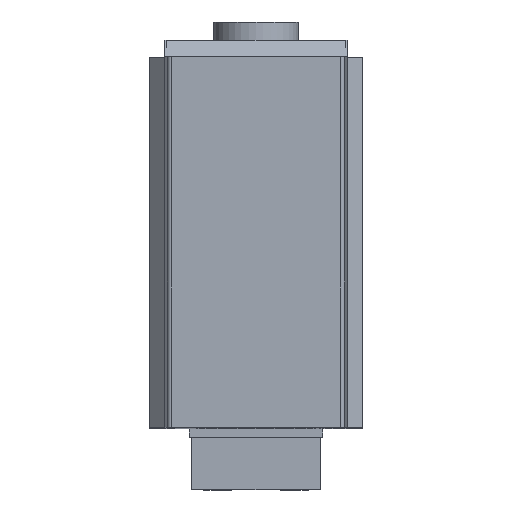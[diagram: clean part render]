
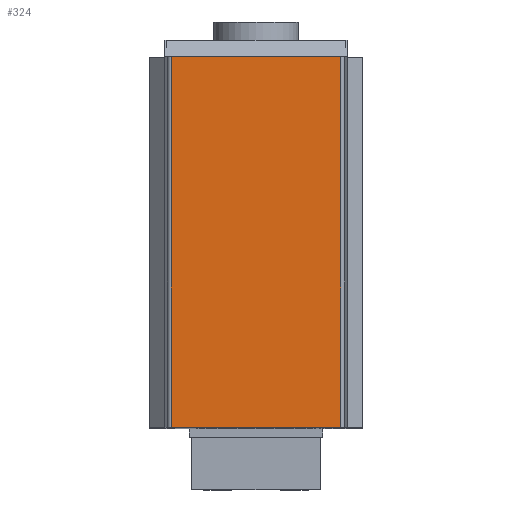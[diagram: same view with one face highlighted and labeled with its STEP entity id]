
A CAD part, top view. The second image highlights one B-rep face of the part: STEP entity #324.
In plain terms, the highlighted planar face has unit normal (0, 0, 1).
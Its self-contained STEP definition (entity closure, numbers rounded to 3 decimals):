
#324 = ADVANCED_FACE( '', ( #700 ), #701, .F. );
#700 = FACE_OUTER_BOUND( '', #1156, .T. );
#701 = PLANE( '', #1157 );
#1156 = EDGE_LOOP( '', ( #2057, #2058, #2059, #2060 ) );
#1157 = AXIS2_PLACEMENT_3D( '', #2061, #2062, #2063 );
#2057 = ORIENTED_EDGE( '', *, *, #2829, .T. );
#2058 = ORIENTED_EDGE( '', *, *, #2752, .F. );
#2059 = ORIENTED_EDGE( '', *, *, #2630, .F. );
#2060 = ORIENTED_EDGE( '', *, *, #2830, .T. );
#2061 = CARTESIAN_POINT( '', ( -6.996, 31.2, 115.1 ) );
#2062 = DIRECTION( '', ( 0., 0., -1. ) );
#2063 = DIRECTION( '', ( -1., 0., 0. ) );
#2630 = EDGE_CURVE( '', #3183, #3185, #3186, .T. );
#2752 = EDGE_CURVE( '', #3185, #3370, #3374, .T. );
#2829 = EDGE_CURVE( '', #3480, #3370, #3481, .T. );
#2830 = EDGE_CURVE( '', #3183, #3480, #3482, .T. );
#3183 = VERTEX_POINT( '', #3997 );
#3185 = VERTEX_POINT( '', #3999 );
#3186 = LINE( '', #4000, #4001 );
#3370 = VERTEX_POINT( '', #4271 );
#3374 = LINE( '', #4276, #4277 );
#3480 = VERTEX_POINT( '', #4421 );
#3481 = LINE( '', #4422, #4423 );
#3482 = LINE( '', #4424, #4425 );
#3997 = CARTESIAN_POINT( '', ( -6.996, 31.2, 115.1 ) );
#3999 = CARTESIAN_POINT( '', ( 6.996, 31.2, 115.1 ) );
#4000 = CARTESIAN_POINT( '', ( -6.996, 31.2, 115.1 ) );
#4001 = VECTOR( '', #4717, 1000. );
#4271 = CARTESIAN_POINT( '', ( 6.996, 0.7, 115.1 ) );
#4276 = CARTESIAN_POINT( '', ( 6.996, 31.2, 115.1 ) );
#4277 = VECTOR( '', #4830, 1000. );
#4421 = CARTESIAN_POINT( '', ( -6.996, 0.7, 115.1 ) );
#4422 = CARTESIAN_POINT( '', ( -6.996, 0.7, 115.1 ) );
#4423 = VECTOR( '', #4904, 1000. );
#4424 = CARTESIAN_POINT( '', ( -6.996, 31.2, 115.1 ) );
#4425 = VECTOR( '', #4905, 1000. );
#4717 = DIRECTION( '', ( 1., 0., 0. ) );
#4830 = DIRECTION( '', ( 0., -1., 0. ) );
#4904 = DIRECTION( '', ( 1., 0., 0. ) );
#4905 = DIRECTION( '', ( 0., -1., 0. ) );
